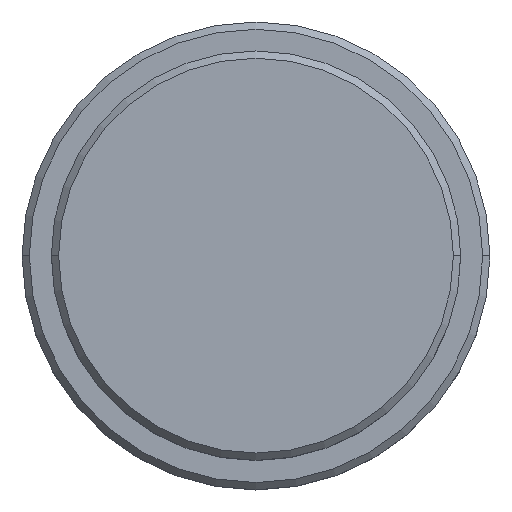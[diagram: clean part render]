
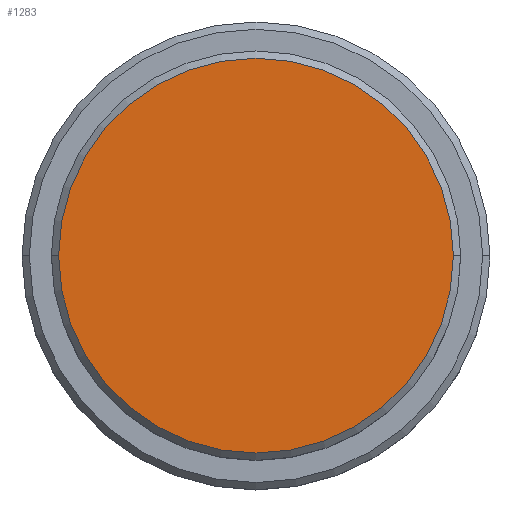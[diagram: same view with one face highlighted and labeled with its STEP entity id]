
A CAD part, top view. The second image highlights one B-rep face of the part: STEP entity #1283.
In plain terms, the highlighted planar face has unit normal (0, 0, 1).
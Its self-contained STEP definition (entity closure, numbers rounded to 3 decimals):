
#22 = CARTESIAN_POINT ( 'NONE',  ( 13.5, 0., 0. ) ) ;
#68 = EDGE_CURVE ( 'NONE', #1279, #1120, #544, .T. ) ;
#145 = CIRCLE ( 'NONE', #1288, 13.5 ) ;
#160 = EDGE_CURVE ( 'NONE', #1120, #1279, #145, .T. ) ;
#267 = DIRECTION ( 'NONE',  ( 0., 0., 1. ) ) ;
#274 = DIRECTION ( 'NONE',  ( 0., 0., 1. ) ) ;
#478 = DIRECTION ( 'NONE',  ( 0., 0., 1. ) ) ;
#507 = PLANE ( 'NONE',  #1340 ) ;
#544 = CIRCLE ( 'NONE', #801, 13.5 ) ;
#591 = DIRECTION ( 'NONE',  ( 1., 0., 0. ) ) ;
#593 = DIRECTION ( 'NONE',  ( 1., 0., 0. ) ) ;
#704 = EDGE_LOOP ( 'NONE', ( #1315, #1209 ) ) ;
#801 = AXIS2_PLACEMENT_3D ( 'NONE', #813, #274, #1264 ) ;
#813 = CARTESIAN_POINT ( 'NONE',  ( 0., 0., 0. ) ) ;
#1120 = VERTEX_POINT ( 'NONE', #22 ) ;
#1130 = CARTESIAN_POINT ( 'NONE',  ( 0., 0., 0. ) ) ;
#1132 = FACE_OUTER_BOUND ( 'NONE', #704, .T. ) ;
#1140 = CARTESIAN_POINT ( 'NONE',  ( -13.5, 0., 0. ) ) ;
#1209 = ORIENTED_EDGE ( 'NONE', *, *, #160, .T. ) ;
#1264 = DIRECTION ( 'NONE',  ( 1., 0., 0. ) ) ;
#1279 = VERTEX_POINT ( 'NONE', #1140 ) ;
#1283 = ADVANCED_FACE ( 'NONE', ( #1132 ), #507, .T. ) ;
#1288 = AXIS2_PLACEMENT_3D ( 'NONE', #1130, #267, #591 ) ;
#1315 = ORIENTED_EDGE ( 'NONE', *, *, #68, .T. ) ;
#1340 = AXIS2_PLACEMENT_3D ( 'NONE', #1360, #478, #593 ) ;
#1360 = CARTESIAN_POINT ( 'NONE',  ( 0., 0., 0. ) ) ;
